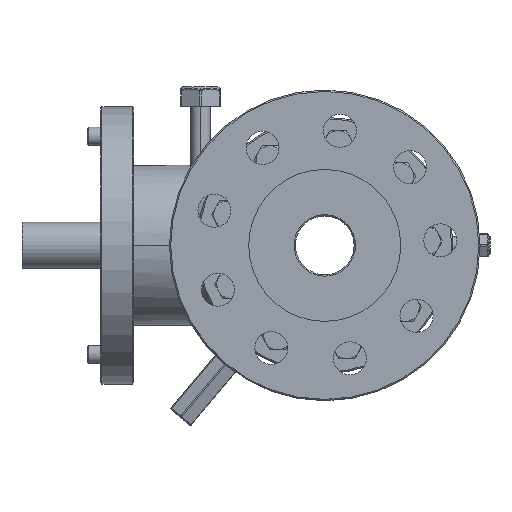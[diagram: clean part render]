
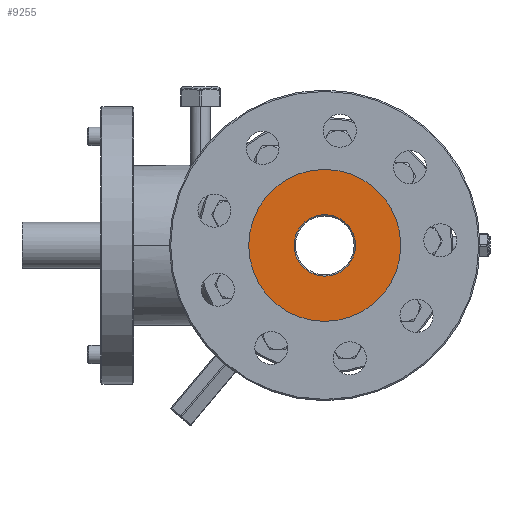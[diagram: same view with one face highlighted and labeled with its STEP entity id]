
A CAD part, left-side view. The second image highlights one B-rep face of the part: STEP entity #9255.
In plain terms, the highlighted planar face has unit normal (-1, 0, 0).
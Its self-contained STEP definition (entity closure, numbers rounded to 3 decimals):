
#95 = DIRECTION ( 'NONE',  ( 1., 0., 0. ) ) ;
#137 = CARTESIAN_POINT ( 'NONE',  ( -227., 0., -57.5 ) ) ;
#152 = DIRECTION ( 'NONE',  ( 0., 0., 1. ) ) ;
#455 = AXIS2_PLACEMENT_3D ( 'NONE', #8881, #7034, #10725 ) ;
#1226 = CARTESIAN_POINT ( 'NONE',  ( -227., 0., 23.25 ) ) ;
#1283 = ORIENTED_EDGE ( 'NONE', *, *, #10657, .T. ) ;
#2124 = VERTEX_POINT ( 'NONE', #7221 ) ;
#2324 = CARTESIAN_POINT ( 'NONE',  ( -227., 0., 0. ) ) ;
#2446 = DIRECTION ( 'NONE',  ( -1., 0., 0. ) ) ;
#2749 = VERTEX_POINT ( 'NONE', #8043 ) ;
#3067 = CIRCLE ( 'NONE', #455, 23.25 ) ;
#3439 = AXIS2_PLACEMENT_3D ( 'NONE', #2324, #2446, #10929 ) ;
#3542 = EDGE_CURVE ( 'NONE', #2124, #6129, #9062, .T. ) ;
#3715 = EDGE_LOOP ( 'NONE', ( #1283, #11441 ) ) ;
#4794 = CIRCLE ( 'NONE', #6614, 57.5 ) ;
#5010 = EDGE_CURVE ( 'NONE', #2749, #5331, #4794, .T. ) ;
#5331 = VERTEX_POINT ( 'NONE', #137 ) ;
#6027 = CIRCLE ( 'NONE', #6227, 57.5 ) ;
#6129 = VERTEX_POINT ( 'NONE', #1226 ) ;
#6227 = AXIS2_PLACEMENT_3D ( 'NONE', #10134, #12079, #6261 ) ;
#6261 = DIRECTION ( 'NONE',  ( 0., 0., 1. ) ) ;
#6614 = AXIS2_PLACEMENT_3D ( 'NONE', #8807, #8686, #152 ) ;
#7034 = DIRECTION ( 'NONE',  ( 1., 0., 0. ) ) ;
#7221 = CARTESIAN_POINT ( 'NONE',  ( -227., 0., -23.25 ) ) ;
#7222 = FACE_OUTER_BOUND ( 'NONE', #7373, .T. ) ;
#7373 = EDGE_LOOP ( 'NONE', ( #9122, #11936 ) ) ;
#7777 = EDGE_CURVE ( 'NONE', #5331, #2749, #6027, .T. ) ;
#8043 = CARTESIAN_POINT ( 'NONE',  ( -227., 0., 57.5 ) ) ;
#8686 = DIRECTION ( 'NONE',  ( -1., 0., 0. ) ) ;
#8807 = CARTESIAN_POINT ( 'NONE',  ( -227., 0., 0. ) ) ;
#8881 = CARTESIAN_POINT ( 'NONE',  ( -227., 0., 0. ) ) ;
#9062 = CIRCLE ( 'NONE', #9263, 23.25 ) ;
#9122 = ORIENTED_EDGE ( 'NONE', *, *, #5010, .T. ) ;
#9255 = ADVANCED_FACE ( 'NONE', ( #11987, #7222 ), #12167, .T. ) ;
#9263 = AXIS2_PLACEMENT_3D ( 'NONE', #9808, #95, #10510 ) ;
#9808 = CARTESIAN_POINT ( 'NONE',  ( -227., 0., 0. ) ) ;
#10134 = CARTESIAN_POINT ( 'NONE',  ( -227., 0., 0. ) ) ;
#10510 = DIRECTION ( 'NONE',  ( 0., 0., 1. ) ) ;
#10657 = EDGE_CURVE ( 'NONE', #6129, #2124, #3067, .T. ) ;
#10725 = DIRECTION ( 'NONE',  ( 0., 0., 1. ) ) ;
#10929 = DIRECTION ( 'NONE',  ( 0., 0., 1. ) ) ;
#11441 = ORIENTED_EDGE ( 'NONE', *, *, #3542, .T. ) ;
#11936 = ORIENTED_EDGE ( 'NONE', *, *, #7777, .T. ) ;
#11987 = FACE_BOUND ( 'NONE', #3715, .T. ) ;
#12079 = DIRECTION ( 'NONE',  ( -1., 0., 0. ) ) ;
#12167 = PLANE ( 'NONE',  #3439 ) ;
